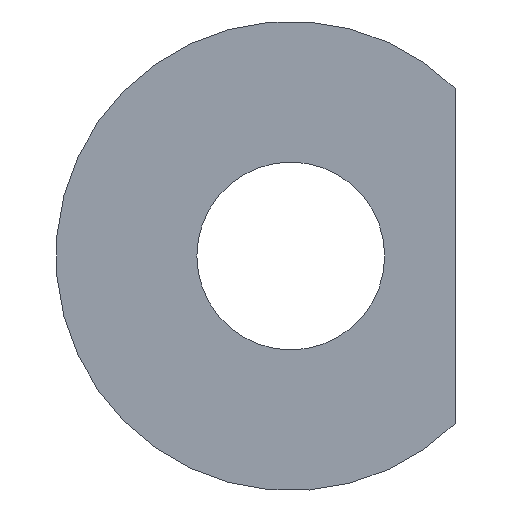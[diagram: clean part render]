
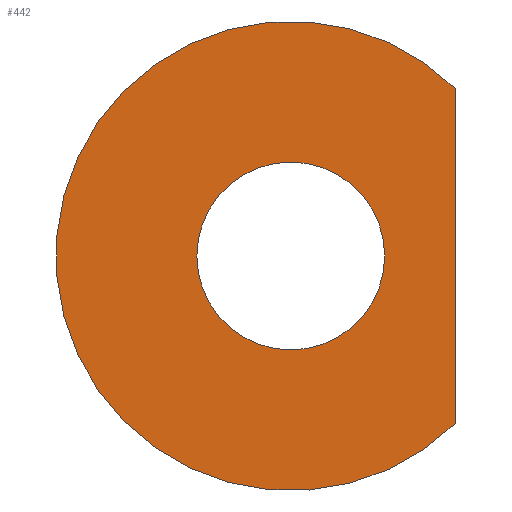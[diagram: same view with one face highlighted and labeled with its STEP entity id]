
A CAD part, left-side view. The second image highlights one B-rep face of the part: STEP entity #442.
In plain terms, the highlighted planar face has unit normal (-1, 0, 0).
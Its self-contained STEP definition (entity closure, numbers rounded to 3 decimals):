
#369=PLANE('',#496);
#380=CIRCLE('',#491,50.);
#382=CIRCLE('',#494,20.);
#392=ORIENTED_EDGE('',*,*,#402,.F.);
#393=ORIENTED_EDGE('',*,*,#406,.T.);
#394=ORIENTED_EDGE('',*,*,#404,.T.);
#402=EDGE_CURVE('',#410,#408,#380,.T.);
#404=EDGE_CURVE('',#412,#412,#382,.T.);
#406=EDGE_CURVE('',#410,#408,#416,.T.);
#408=VERTEX_POINT('',#606);
#410=VERTEX_POINT('',#610);
#412=VERTEX_POINT('',#616);
#416=LINE('',#620,#420);
#420=VECTOR('',#551,1000.);
#426=EDGE_LOOP('',(#392,#393));
#427=EDGE_LOOP('',(#394));
#434=FACE_BOUND('',#426,.T.);
#435=FACE_BOUND('',#427,.T.);
#442=ADVANCED_FACE('',(#434,#435),#369,.F.);
#491=AXIS2_PLACEMENT_3D('',#611,#538,#539);
#494=AXIS2_PLACEMENT_3D('',#615,#544,#545);
#496=AXIS2_PLACEMENT_3D('',#619,#549,#550);
#538=DIRECTION('',(1.,0.,0.));
#539=DIRECTION('',(0.,0.,-1.));
#544=DIRECTION('',(1.,0.,0.));
#545=DIRECTION('',(0.,0.,-1.));
#549=DIRECTION('',(1.,0.,0.));
#550=DIRECTION('',(0.,0.,-1.));
#551=DIRECTION('',(0.,0.,1.));
#606=CARTESIAN_POINT('',(0.,-35.,35.707));
#610=CARTESIAN_POINT('',(0.,-35.,-35.707));
#611=CARTESIAN_POINT('',(0.,0.,0.));
#615=CARTESIAN_POINT('',(0.,0.,0.));
#616=CARTESIAN_POINT('',(0.,0.,-20.));
#619=CARTESIAN_POINT('',(0.,0.,0.));
#620=CARTESIAN_POINT('',(0.,-35.,-35.707));
